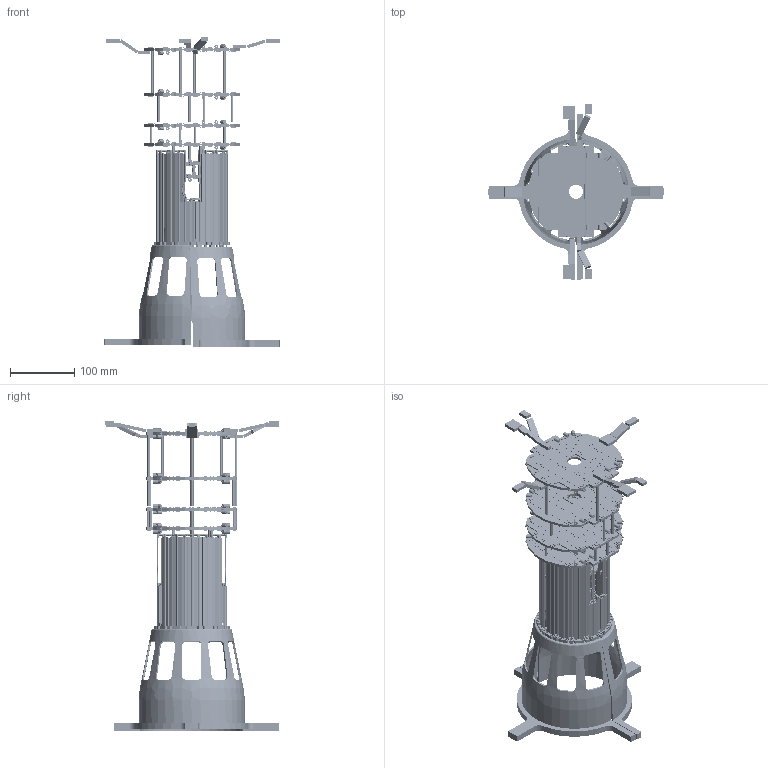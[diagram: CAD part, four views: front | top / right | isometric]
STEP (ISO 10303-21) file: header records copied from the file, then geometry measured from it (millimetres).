
FILE_DESCRIPTION((''),'2;1');
FILE_NAME('Pv-3.2c.stp','2011-03-25T15:35:26',('thomas'),(''),'Autodesk Inventor 2008','Autodesk Inventor 2008','');
FILE_SCHEMA(('AUTOMOTIVE_DESIGN { 1 0 10303 214 1 1 1 1 }'));
Length unit declared in the file: millimetre
Products named in the file (182): Pv-3.2c (NoSketches); Pixel_Hshell_Rc (NoSketches); Pixel_Bl_2c (NoSketches); Pixel_Smod_Bl_1x5_Lc; Pixel_Mod_5c; Pixel_Sens_5; PixelActive_5; PixelPassive_5A; PixelPassive_5B; PixelSubstrate_5; Pixel_Cable_5; Cable_Insulation-Data_Pfwd_Mod5; Cable_Data_Pfwd_Mod5; Pixel_Connector_Data; Pixel_Connector_Fe; Pixel_ModCtrl; smd_0805; Pixel_Fe; Smd_Pixel-Fe; smd_0402; Pixel_Mod_Sup_Foam_5; Pixel_Mod_Sup_Omega_5; Pixel_Bl_Cooling_5; Pixel_Sup_ReferenceBlock_L; Pixel_Smod_Bl_1x5_Hc; Pixel_Sup_ReferenceBlock_H; Pixel_Smod_Bl_2x6_Lc; Pixel_Mod_Sup_Foam_12; Pixel_Mod_Sup_Omega_12; Pixel_Bl_Cooling_12; Pixel_Mod_6c; Pixel_Sens_6; PixelActive_6; PixelPassive_6A; PixelPassive_6B; PixelSubstrate_6; Pixel_Cable_6; Cable_Insulation-Data_Pfwd_Mod6; Cable_Data_Pfwd_Mod6; Pixel_Smod_Bl_2x6_Hc ...
Assembly tree (445 placements, depth 7):
  Pv-3.2c (NoSketches)
    Pixel_Hshell_Rc (NoSketches)
      Pixel_Bl_2c (NoSketches)
        Pixel_Smod_Bl_1x5_Lc  x2
          Pixel_Mod_5c
            Pixel_Sens_5
              PixelActive_5
              PixelPassive_5A
              PixelPassive_5B
              PixelSubstrate_5
            Pixel_Cable_5
              Cable_Insulation-Data_Pfwd_Mod5
              Cable_Data_Pfwd_Mod5
            Pixel_Connector_Data
            Pixel_Connector_Fe
            Pixel_ModCtrl  x2
            smd_0805
            Pixel_Fe  x5
            Smd_Pixel-Fe  x5
              smd_0402
          Pixel_Mod_Sup_Foam_5
          Pixel_Mod_Sup_Omega_5
          Pixel_Bl_Cooling_5
          Pixel_Sup_ReferenceBlock_L
        Pixel_Smod_Bl_1x5_Hc
          Pixel_Mod_5c
            Pixel_Sens_5
              PixelActive_5
              PixelPassive_5A
              PixelPassive_5B
              PixelSubstrate_5
            Pixel_Cable_5
              Cable_Insulation-Data_Pfwd_Mod5
              Cable_Data_Pfwd_Mod5
            Pixel_Connector_Data
            Pixel_Connector_Fe
            Pixel_ModCtrl  x2
            smd_0805
            Pixel_Fe  x5
            Smd_Pixel-Fe  x5
              smd_0402
          Pixel_Mod_Sup_Foam_5
          Pixel_Mod_Sup_Omega_5
          Pixel_Bl_Cooling_5
          Pixel_Sup_ReferenceBlock_H
        Pixel_Smod_Bl_2x6_Lc  x5
          Pixel_Mod_Sup_Foam_12
          Pixel_Mod_Sup_Omega_12
          Pixel_Bl_Cooling_12
          Pixel_Sup_ReferenceBlock_L
          Pixel_Mod_6c
            Pixel_Sens_6
              PixelActive_6
              PixelPassive_6A
              PixelPassive_6B
              PixelSubstrate_6
            Pixel_Cable_6
              Cable_Insulation-Data_Pfwd_Mod6
              Cable_Data_Pfwd_Mod6
            Pixel_Connector_Data
Bounding box: 272.96 x 272.81 x 482 mm (x, y, z)
Volume: 738796.7 mm3; surface area: 2270111.4 mm2
Topology: 4941 solids, 4941 shells, 32949 faces, 68987 edges, 45836 vertices
Faces by surface type: plane 31019, cylinder 1642, bspline 172, sphere 84, torus 20, cone 12
Full cylindrical faces by diameter (mm): 1.84 x246, 2 x298, 2.5 x168, 3 x114, 4 x114, 6 x56
Entity records: 42954 total; most frequent: CARTESIAN_POINT 9095, DIRECTION 6456, ORIENTED_EDGE 5230, EDGE_CURVE 2615, AXIS2_PLACEMENT_3D 2393, VERTEX_POINT 1826, VECTOR 1670, LINE 1670
